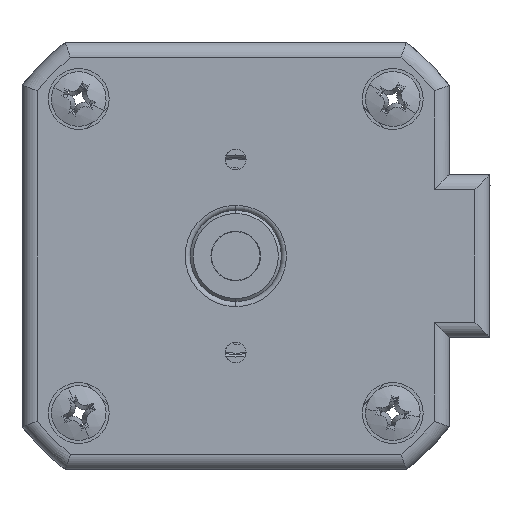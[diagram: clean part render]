
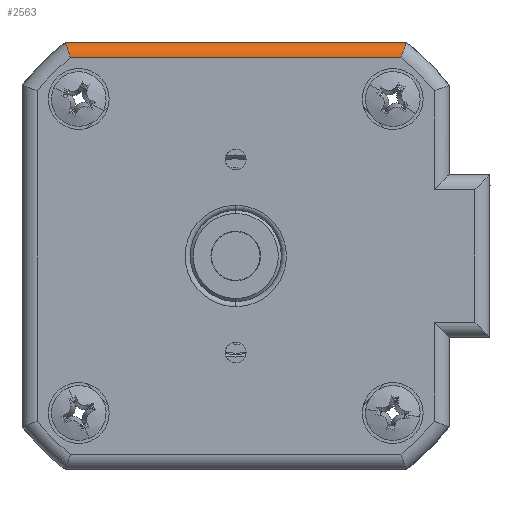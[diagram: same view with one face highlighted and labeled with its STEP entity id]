
A CAD part, front view. The second image highlights one B-rep face of the part: STEP entity #2563.
In plain terms, the highlighted cylindrical face has radius 1.5 mm (diameter 3 mm), a partial arc.
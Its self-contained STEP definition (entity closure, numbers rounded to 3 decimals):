
#251 = AXIS2_PLACEMENT_3D ( 'NONE', #10696, #1530, #2395 ) ;
#489 = CARTESIAN_POINT ( 'NONE',  ( -4.709, -21.457, 36.238 ) ) ;
#552 = CARTESIAN_POINT ( 'NONE',  ( -21.09, -21.457, 36.428 ) ) ;
#562 = B_SPLINE_CURVE_WITH_KNOTS ( 'NONE', 3,
 ( #8070, #552, #6437, #1405, #7280, #2272, #8107, #3108, #8952, #3943, #9762, #4777 ),
 .UNSPECIFIED., .F., .F.,
 ( 4, 2, 2, 2, 2, 4 ),
 ( 0., 0.001, 0.001, 0.002, 0.002, 0.002 ),
 .UNSPECIFIED. ) ;
#1064 = ORIENTED_EDGE ( 'NONE', *, *, #9896, .F. ) ;
#1174 = CYLINDRICAL_SURFACE ( 'NONE', #251, 1.5 ) ;
#1251 = CARTESIAN_POINT ( 'NONE',  ( 11.741, -21.42, 36.621 ) ) ;
#1405 = CARTESIAN_POINT ( 'NONE',  ( -21.286, -21.277, 36.976 ) ) ;
#1530 = DIRECTION ( 'NONE',  ( 1., 0., 0. ) ) ;
#1537 = LINE ( 'NONE', #2310, #10134 ) ;
#1718 = VERTEX_POINT ( 'NONE', #3067 ) ;
#2130 = CARTESIAN_POINT ( 'NONE',  ( 11.928, -21.17, 37.143 ) ) ;
#2165 = VERTEX_POINT ( 'NONE', #3471 ) ;
#2272 = CARTESIAN_POINT ( 'NONE',  ( -21.444, -20.898, 37.423 ) ) ;
#2310 = CARTESIAN_POINT ( 'NONE',  ( -21.555, -19.957, 37.738 ) ) ;
#2395 = DIRECTION ( 'NONE',  ( 0., 0., -1. ) ) ;
#2563 = ADVANCED_FACE ( 'NONE', ( #5657 ), #1174, .T. ) ;
#2727 = CARTESIAN_POINT ( 'NONE',  ( -21.555, -19.957, 37.738 ) ) ;
#2756 = EDGE_LOOP ( 'NONE', ( #8301, #1064, #4079, #6331 ) ) ;
#2803 = LINE ( 'NONE', #489, #5267 ) ;
#2966 = CARTESIAN_POINT ( 'NONE',  ( 12.067, -20.731, 37.539 ) ) ;
#3067 = CARTESIAN_POINT ( 'NONE',  ( -21.021, -21.457, 36.238 ) ) ;
#3108 = CARTESIAN_POINT ( 'NONE',  ( -21.526, -20.454, 37.657 ) ) ;
#3471 = CARTESIAN_POINT ( 'NONE',  ( 12.137, -19.957, 37.738 ) ) ;
#3803 = CARTESIAN_POINT ( 'NONE',  ( 12.12, -20.357, 37.687 ) ) ;
#3943 = CARTESIAN_POINT ( 'NONE',  ( -21.551, -20.16, 37.728 ) ) ;
#4079 = ORIENTED_EDGE ( 'NONE', *, *, #10295, .F. ) ;
#4591 = CARTESIAN_POINT ( 'NONE',  ( 11.604, -21.457, 36.238 ) ) ;
#4632 = CARTESIAN_POINT ( 'NONE',  ( 12.137, -20.059, 37.738 ) ) ;
#4777 = CARTESIAN_POINT ( 'NONE',  ( -21.555, -19.957, 37.738 ) ) ;
#5267 = VECTOR ( 'NONE', #6379, 1000. ) ;
#5657 = FACE_OUTER_BOUND ( 'NONE', #2756, .T. ) ;
#6331 = ORIENTED_EDGE ( 'NONE', *, *, #9306, .F. ) ;
#6379 = DIRECTION ( 'NONE',  ( -1., 0., 0. ) ) ;
#6437 = CARTESIAN_POINT ( 'NONE',  ( -21.159, -21.42, 36.621 ) ) ;
#6890 = B_SPLINE_CURVE_WITH_KNOTS ( 'NONE', 3,
 ( #4591, #8766, #1251, #7139, #2130, #7962, #2966, #8812, #3803, #9621, #4632, #10452 ),
 .UNSPECIFIED., .F., .F.,
 ( 4, 2, 2, 2, 2, 4 ),
 ( 0., 0.001, 0.001, 0.002, 0.002, 0.002 ),
 .UNSPECIFIED. ) ;
#7139 = CARTESIAN_POINT ( 'NONE',  ( 11.868, -21.277, 36.976 ) ) ;
#7280 = CARTESIAN_POINT ( 'NONE',  ( -21.345, -21.17, 37.143 ) ) ;
#7962 = CARTESIAN_POINT ( 'NONE',  ( 12.027, -20.898, 37.423 ) ) ;
#8068 = VERTEX_POINT ( 'NONE', #8703 ) ;
#8070 = CARTESIAN_POINT ( 'NONE',  ( -21.021, -21.457, 36.238 ) ) ;
#8107 = CARTESIAN_POINT ( 'NONE',  ( -21.485, -20.731, 37.539 ) ) ;
#8301 = ORIENTED_EDGE ( 'NONE', *, *, #8841, .T. ) ;
#8703 = CARTESIAN_POINT ( 'NONE',  ( 11.604, -21.457, 36.238 ) ) ;
#8766 = CARTESIAN_POINT ( 'NONE',  ( 11.672, -21.457, 36.428 ) ) ;
#8812 = CARTESIAN_POINT ( 'NONE',  ( 12.109, -20.454, 37.657 ) ) ;
#8841 = EDGE_CURVE ( 'NONE', #8068, #2165, #6890, .T. ) ;
#8952 = CARTESIAN_POINT ( 'NONE',  ( -21.537, -20.357, 37.687 ) ) ;
#9306 = EDGE_CURVE ( 'NONE', #8068, #1718, #2803, .T. ) ;
#9621 = CARTESIAN_POINT ( 'NONE',  ( 12.134, -20.16, 37.728 ) ) ;
#9762 = CARTESIAN_POINT ( 'NONE',  ( -21.555, -20.059, 37.738 ) ) ;
#9896 = EDGE_CURVE ( 'NONE', #10661, #2165, #1537, .T. ) ;
#10134 = VECTOR ( 'NONE', #10648, 1000. ) ;
#10295 = EDGE_CURVE ( 'NONE', #1718, #10661, #562, .T. ) ;
#10452 = CARTESIAN_POINT ( 'NONE',  ( 12.137, -19.957, 37.738 ) ) ;
#10648 = DIRECTION ( 'NONE',  ( 1., 0., 0. ) ) ;
#10661 = VERTEX_POINT ( 'NONE', #2727 ) ;
#10696 = CARTESIAN_POINT ( 'NONE',  ( -21.555, -19.957, 36.238 ) ) ;
